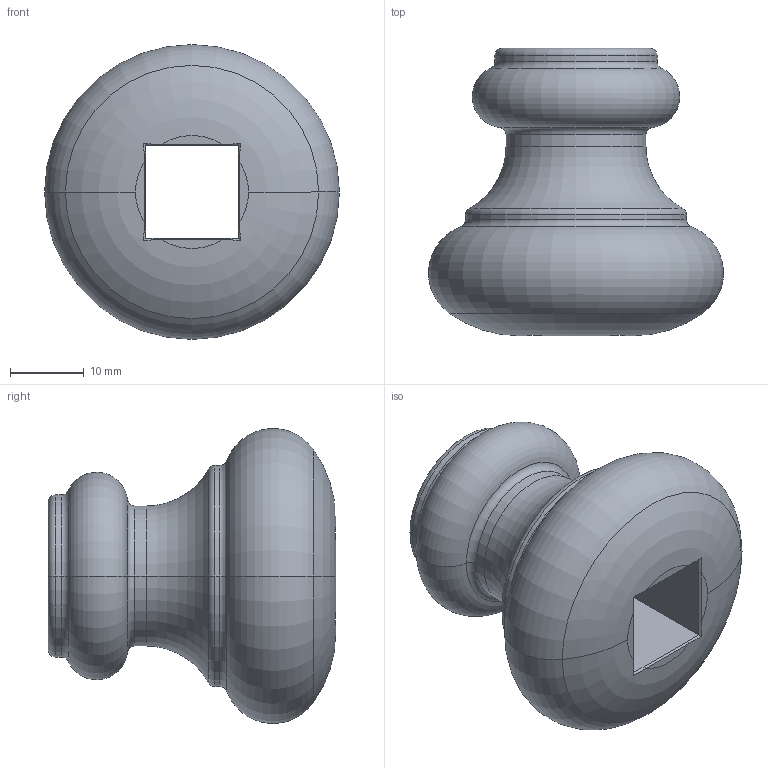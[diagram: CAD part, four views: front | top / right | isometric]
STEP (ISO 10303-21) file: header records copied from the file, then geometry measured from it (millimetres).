
FILE_DESCRIPTION (( 'STEP AP203' ), '1' );
FILE_NAME ('1340-5.step', '2015-09-17T14:41:51', ( '' ), ( '' ), 'SwSTEP 2.0', 'SolidWorks 2015', '' );
FILE_SCHEMA (( 'CONFIG_CONTROL_DESIGN' ));
Length unit declared in the file: millimetre
Products named in the file (1): 1340-5
Bounding box: 39.99 x 39 x 39.99 mm (x, y, z)
Volume: 20387.3 mm3; surface area: 6948.3 mm2
Topology: 1 solids, 1 shells, 49 faces, 106 edges, 58 vertices
Faces by surface type: torus 18, plane 17, bspline 8, cylinder 6
Entity records: 1691 total; most frequent: CARTESIAN_POINT 600, ORIENTED_EDGE 212, DIRECTION 210, EDGE_CURVE 106, AXIS2_PLACEMENT_3D 90, VERTEX_POINT 58, EDGE_LOOP 50, FACE_OUTER_BOUND 49
